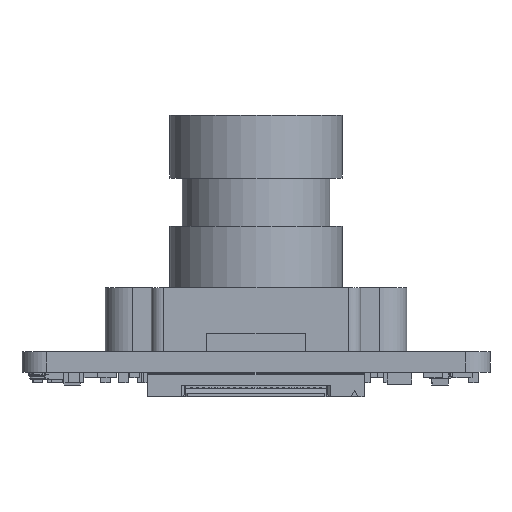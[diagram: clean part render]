
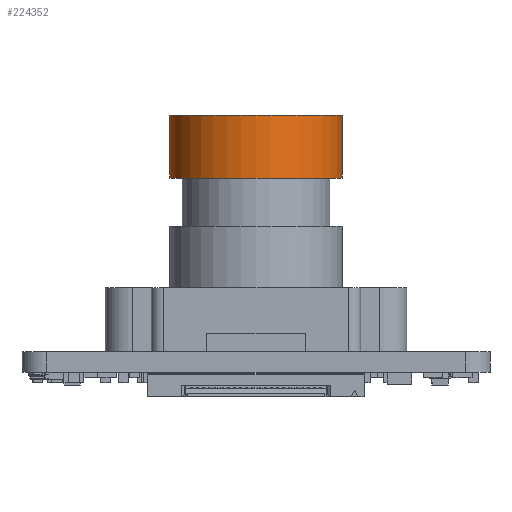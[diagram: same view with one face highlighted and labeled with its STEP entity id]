
A CAD part, front view. The second image highlights one B-rep face of the part: STEP entity #224352.
In plain terms, the highlighted cylindrical face has radius 7 mm (diameter 14 mm), a partial arc.
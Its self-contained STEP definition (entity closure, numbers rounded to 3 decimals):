
#830 = DIRECTION ( 'NONE',  ( 0., 0., 1. ) ) ;
#15502 = EDGE_CURVE ( 'NONE', #30453, #196963, #135588, .T. ) ;
#15711 = CARTESIAN_POINT ( 'NONE',  ( 5.1, -10.545, 14.1 ) ) ;
#21305 = EDGE_CURVE ( 'NONE', #196963, #171633, #149751, .T. ) ;
#22034 = DIRECTION ( 'NONE',  ( 1., 0., 0. ) ) ;
#30453 = VERTEX_POINT ( 'NONE', #94764 ) ;
#43454 = CARTESIAN_POINT ( 'NONE',  ( 5.1, -10.545, 19.2 ) ) ;
#66267 = VERTEX_POINT ( 'NONE', #185462 ) ;
#70383 = FACE_OUTER_BOUND ( 'NONE', #94090, .T. ) ;
#75064 = DIRECTION ( 'NONE',  ( 0., 0., 1. ) ) ;
#85847 = ORIENTED_EDGE ( 'NONE', *, *, #293318, .T. ) ;
#94090 = EDGE_LOOP ( 'NONE', ( #267881, #85847, #206016, #275612 ) ) ;
#94764 = CARTESIAN_POINT ( 'NONE',  ( -1.9, -10.545, 14.1 ) ) ;
#102886 = CARTESIAN_POINT ( 'NONE',  ( 12.1, -10.545, 14.1 ) ) ;
#109961 = AXIS2_PLACEMENT_3D ( 'NONE', #15711, #197114, #133477 ) ;
#112869 = EDGE_CURVE ( 'NONE', #66267, #171633, #216270, .T. ) ;
#114682 = CARTESIAN_POINT ( 'NONE',  ( 12.1, -10.545, 19.2 ) ) ;
#121216 = CYLINDRICAL_SURFACE ( 'NONE', #262466, 7. ) ;
#129722 = DIRECTION ( 'NONE',  ( 0., 0., 1. ) ) ;
#133477 = DIRECTION ( 'NONE',  ( 1., 0., 0. ) ) ;
#134807 = VECTOR ( 'NONE', #169427, 1000. ) ;
#135588 = LINE ( 'NONE', #293167, #260812 ) ;
#149751 = CIRCLE ( 'NONE', #173761, 7. ) ;
#169427 = DIRECTION ( 'NONE',  ( 0., 0., 1. ) ) ;
#171633 = VERTEX_POINT ( 'NONE', #114682 ) ;
#173761 = AXIS2_PLACEMENT_3D ( 'NONE', #43454, #75064, #261051 ) ;
#185185 = CARTESIAN_POINT ( 'NONE',  ( 5.1, -10.545, 14.1 ) ) ;
#185462 = CARTESIAN_POINT ( 'NONE',  ( 12.1, -10.545, 14.1 ) ) ;
#196963 = VERTEX_POINT ( 'NONE', #229377 ) ;
#197114 = DIRECTION ( 'NONE',  ( 0., 0., 1. ) ) ;
#206016 = ORIENTED_EDGE ( 'NONE', *, *, #112869, .T. ) ;
#216270 = LINE ( 'NONE', #102886, #134807 ) ;
#224352 = ADVANCED_FACE ( 'NONE', ( #70383 ), #121216, .T. ) ;
#229377 = CARTESIAN_POINT ( 'NONE',  ( -1.9, -10.545, 19.2 ) ) ;
#260812 = VECTOR ( 'NONE', #129722, 1000. ) ;
#261051 = DIRECTION ( 'NONE',  ( 1., 0., 0. ) ) ;
#262466 = AXIS2_PLACEMENT_3D ( 'NONE', #185185, #830, #22034 ) ;
#267881 = ORIENTED_EDGE ( 'NONE', *, *, #15502, .F. ) ;
#275612 = ORIENTED_EDGE ( 'NONE', *, *, #21305, .F. ) ;
#293167 = CARTESIAN_POINT ( 'NONE',  ( -1.9, -10.545, 14.1 ) ) ;
#293318 = EDGE_CURVE ( 'NONE', #30453, #66267, #293597, .T. ) ;
#293597 = CIRCLE ( 'NONE', #109961, 7. ) ;
